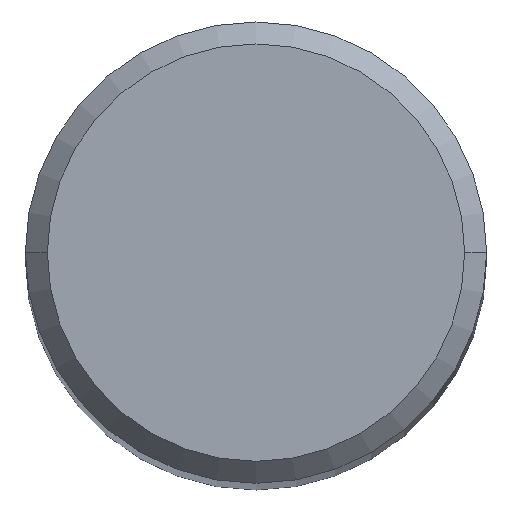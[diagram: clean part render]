
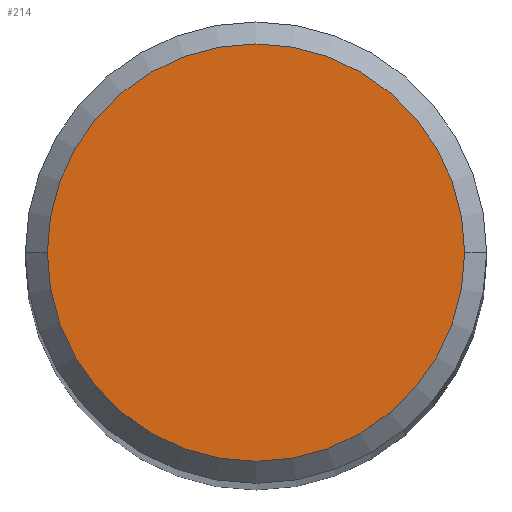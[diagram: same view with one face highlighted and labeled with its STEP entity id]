
A CAD part, top view. The second image highlights one B-rep face of the part: STEP entity #214.
In plain terms, the highlighted planar face has unit normal (0, 0, 1).
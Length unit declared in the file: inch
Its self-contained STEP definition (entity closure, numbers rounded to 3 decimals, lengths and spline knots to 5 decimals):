
#1 = FACE_OUTER_BOUND ( 'NONE', #75, .T. ) ;
#24 = CARTESIAN_POINT ( 'NONE',  ( 0., 0., 3.74016 ) ) ;
#50 = CARTESIAN_POINT ( 'NONE',  ( 0., 0., 3.74016 ) ) ;
#68 = DIRECTION ( 'NONE',  ( 1., 0., 0. ) ) ;
#75 = EDGE_LOOP ( 'NONE', ( #126, #278 ) ) ;
#82 = CIRCLE ( 'NONE', #245, 0.14248 ) ;
#96 = CARTESIAN_POINT ( 'NONE',  ( 0.14248, 0., 3.74016 ) ) ;
#97 = VERTEX_POINT ( 'NONE', #137 ) ;
#123 = AXIS2_PLACEMENT_3D ( 'NONE', #165, #228, #148 ) ;
#124 = DIRECTION ( 'NONE',  ( 0., 0., 1. ) ) ;
#126 = ORIENTED_EDGE ( 'NONE', *, *, #279, .T. ) ;
#137 = CARTESIAN_POINT ( 'NONE',  ( -0.14248, 0., 3.74016 ) ) ;
#148 = DIRECTION ( 'NONE',  ( 1., 0., 0. ) ) ;
#165 = CARTESIAN_POINT ( 'NONE',  ( 0., 0., 3.74016 ) ) ;
#175 = CIRCLE ( 'NONE', #123, 0.14248 ) ;
#202 = DIRECTION ( 'NONE',  ( 0., 0., 1. ) ) ;
#207 = DIRECTION ( 'NONE',  ( 1., 0., 0. ) ) ;
#214 = ADVANCED_FACE ( 'NONE', ( #1 ), #276, .T. ) ;
#218 = AXIS2_PLACEMENT_3D ( 'NONE', #50, #202, #68 ) ;
#228 = DIRECTION ( 'NONE',  ( 0., 0., 1. ) ) ;
#244 = VERTEX_POINT ( 'NONE', #96 ) ;
#245 = AXIS2_PLACEMENT_3D ( 'NONE', #24, #124, #207 ) ;
#250 = EDGE_CURVE ( 'NONE', #244, #97, #82, .T. ) ;
#276 = PLANE ( 'NONE',  #218 ) ;
#278 = ORIENTED_EDGE ( 'NONE', *, *, #250, .T. ) ;
#279 = EDGE_CURVE ( 'NONE', #97, #244, #175, .T. ) ;
